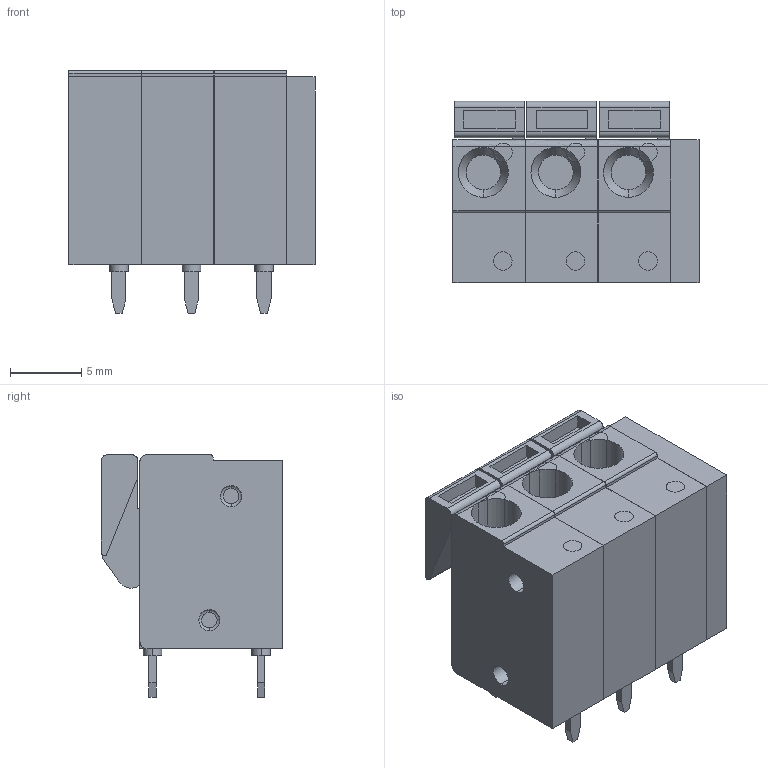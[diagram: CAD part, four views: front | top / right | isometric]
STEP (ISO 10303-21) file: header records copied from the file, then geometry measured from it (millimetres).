
FILE_DESCRIPTION(/* description */ (''),/* implementation_level */ '2;1');
FILE_NAME(/* name */ 'screw3v',/* time_stamp */ '2016-09-26T10:05:21-03:00',/* author */ (''),/* organization */ (''),/* preprocessor_version */ 'ST-DEVELOPER v14',/* originating_system */ '',/* authorisation */ '');
FILE_SCHEMA (('CONFIG_CONTROL_DESIGN'));
Length unit declared in the file: millimetre
Products named in the file (1): Document
Bounding box: 17.26 x 12.7 x 17 mm (x, y, z)
Volume: 263.4 mm3; surface area: 2698.1 mm2
Topology: 1 solids, 381 shells, 390 faces, 1966 edges, 1958 vertices
Faces by surface type: plane 207, bspline 183
Entity records: 22056 total; most frequent: CARTESIAN_POINT 12178, ORIENTED_EDGE 1986, EDGE_CURVE 1966, VERTEX_POINT 1958, B_SPLINE_CURVE_WITH_KNOTS 1232, EDGE_LOOP 434, ADVANCED_FACE 390, FACE_OUTER_BOUND 390
